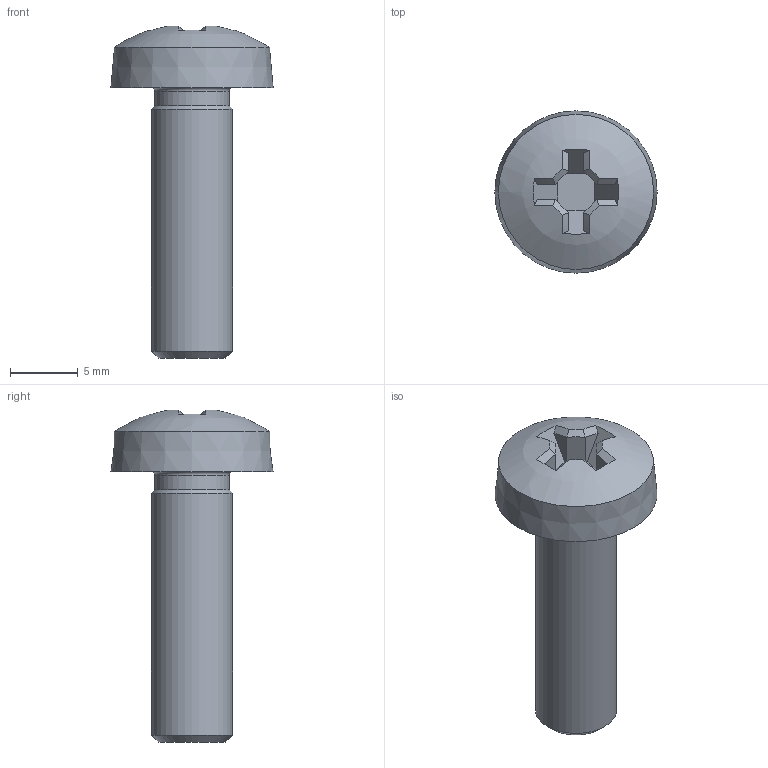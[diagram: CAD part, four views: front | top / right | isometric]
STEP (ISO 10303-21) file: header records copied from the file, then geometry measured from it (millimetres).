
FILE_DESCRIPTION(/* description */ ('Винты с цилиндрической головкой и сферой невыпадающие - Тип H'),/* implementation_level */ '2;1');
FILE_NAME(/* name */ 'DIN 7985 (H) - M6x20-H.ipt.stp',/* time_stamp */ '2023-05-19T14:26:05+03:00',/* author */ ('Ртищев А.О.'),/* organization */ (''),/* preprocessor_version */ 'ST-DEVELOPER v19.2',/* originating_system */ 'Autodesk Inventor 2023',/* authorisation */ '');
FILE_SCHEMA (('AUTOMOTIVE_DESIGN { 1 0 10303 214 3 1 1 }'));
Length unit declared in the file: millimetre
Products named in the file (1): DIN 7985 (H) - M6x20-H
Bounding box: 12 x 12 x 24.56 mm (x, y, z)
Volume: 935.6 mm3; surface area: 751.6 mm2
Topology: 1 solids, 1 shells, 38 faces, 104 edges, 69 vertices
Faces by surface type: plane 19, cone 15, cylinder 2, sphere 1, torus 1
Full cylindrical faces by diameter (mm): 5.5 x1, 6 x1
Entity records: 1266 total; most frequent: CARTESIAN_POINT 260, DIRECTION 209, ORIENTED_EDGE 208, EDGE_CURVE 104, AXIS2_PLACEMENT_3D 86, VERTEX_POINT 69, CIRCLE 43, EDGE_LOOP 39
